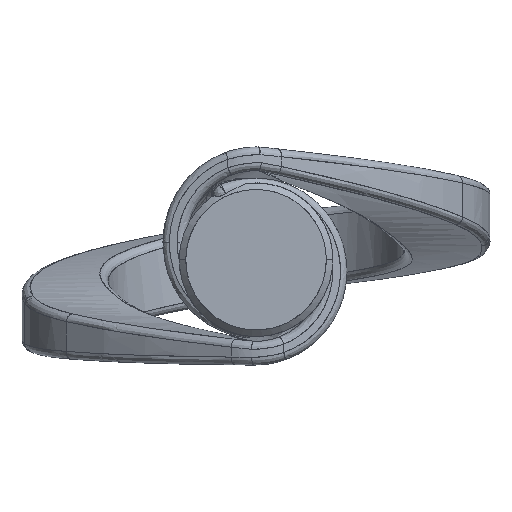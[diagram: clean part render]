
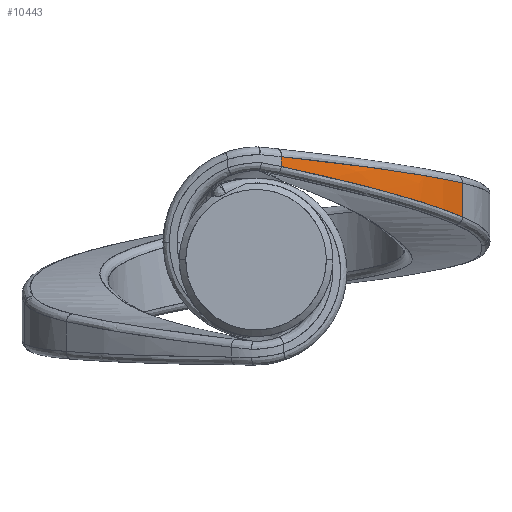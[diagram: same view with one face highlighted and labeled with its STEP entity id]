
A CAD part, top view. The second image highlights one B-rep face of the part: STEP entity #10443.
In plain terms, the highlighted free-form (B-spline) face has degree [3, 3] with [4, 4] control points.
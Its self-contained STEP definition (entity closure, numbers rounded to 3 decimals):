
#10443 = ADVANCED_FACE('',(#10444),#10535,.T.);
#10444 = FACE_BOUND('',#10445,.T.);
#10445 = EDGE_LOOP('',(#10446,#10456,#10466,#10476,#10487,#10496,#10507,
    #10517,#10527));
#10446 = ORIENTED_EDGE('',*,*,#10447,.T.);
#10447 = EDGE_CURVE('',#10448,#10450,#10452,.T.);
#10448 = VERTEX_POINT('',#10449);
#10449 = CARTESIAN_POINT('',(4.287,33.31,
    43.731));
#10450 = VERTEX_POINT('',#10451);
#10451 = CARTESIAN_POINT('',(4.284,31.644,
    43.741));
#10452 = B_SPLINE_CURVE_WITH_KNOTS('',2,(#10453,#10454,#10455),
  .UNSPECIFIED.,.F.,.F.,(3,3),(0.,1.),.PIECEWISE_BEZIER_KNOTS.);
#10453 = CARTESIAN_POINT('',(4.287,33.31,
    43.731));
#10454 = CARTESIAN_POINT('',(4.285,32.477,
    43.736));
#10455 = CARTESIAN_POINT('',(4.284,31.644,
    43.741));
#10456 = ORIENTED_EDGE('',*,*,#10457,.T.);
#10457 = EDGE_CURVE('',#10450,#10458,#10460,.T.);
#10458 = VERTEX_POINT('',#10459);
#10459 = CARTESIAN_POINT('',(12.787,29.749,
    38.448));
#10460 = B_SPLINE_CURVE_WITH_KNOTS('',4,(#10461,#10462,#10463,#10464,
    #10465),.UNSPECIFIED.,.F.,.F.,(5,5),(0.,0.25),
  .PIECEWISE_BEZIER_KNOTS.);
#10461 = CARTESIAN_POINT('',(4.284,31.644,
    43.741));
#10462 = CARTESIAN_POINT('',(6.321,31.212,
    42.53));
#10463 = CARTESIAN_POINT('',(8.434,30.752,
    41.244));
#10464 = CARTESIAN_POINT('',(10.599,30.264,
    39.884));
#10465 = CARTESIAN_POINT('',(12.787,29.749,
    38.448));
#10466 = ORIENTED_EDGE('',*,*,#10467,.T.);
#10467 = EDGE_CURVE('',#10458,#10468,#10470,.T.);
#10468 = VERTEX_POINT('',#10469);
#10469 = CARTESIAN_POINT('',(20.933,27.713,
    32.71));
#10470 = B_SPLINE_CURVE_WITH_KNOTS('',4,(#10471,#10472,#10473,#10474,
    #10475),.UNSPECIFIED.,.F.,.F.,(5,5),(0.25,0.5),
  .PIECEWISE_BEZIER_KNOTS.);
#10471 = CARTESIAN_POINT('',(12.787,29.749,
    38.448));
#10472 = CARTESIAN_POINT('',(14.805,29.275,
    37.123));
#10473 = CARTESIAN_POINT('',(16.853,28.777,
    35.726));
#10474 = CARTESIAN_POINT('',(18.907,28.255,
    34.257));
#10475 = CARTESIAN_POINT('',(20.933,27.713,
    32.71));
#10476 = ORIENTED_EDGE('',*,*,#10477,.T.);
#10477 = EDGE_CURVE('',#10468,#10478,#10480,.T.);
#10478 = VERTEX_POINT('',#10479);
#10479 = CARTESIAN_POINT('',(35.01,23.147,
    18.707));
#10480 = B_SPLINE_CURVE_WITH_KNOTS('',5,(#10481,#10482,#10483,#10484,
    #10485,#10486),.UNSPECIFIED.,.F.,.F.,(6,6),(0.5,1.),
  .PIECEWISE_BEZIER_KNOTS.);
#10481 = CARTESIAN_POINT('',(20.933,27.713,
    32.71));
#10482 = CARTESIAN_POINT('',(24.141,26.855,
    30.262));
#10483 = CARTESIAN_POINT('',(27.255,25.958,
    27.655));
#10484 = CARTESIAN_POINT('',(30.185,25.031,
    24.876));
#10485 = CARTESIAN_POINT('',(32.817,24.087,
    21.906));
#10486 = CARTESIAN_POINT('',(35.01,23.147,
    18.707));
#10487 = ORIENTED_EDGE('',*,*,#10488,.T.);
#10488 = EDGE_CURVE('',#10478,#10489,#10491,.T.);
#10489 = VERTEX_POINT('',#10490);
#10490 = CARTESIAN_POINT('',(34.958,28.89,
    18.744));
#10491 = B_SPLINE_CURVE_WITH_KNOTS('',3,(#10492,#10493,#10494,#10495),
  .UNSPECIFIED.,.F.,.F.,(4,4),(0.,1.),.PIECEWISE_BEZIER_KNOTS.);
#10492 = CARTESIAN_POINT('',(35.01,23.147,
    18.707));
#10493 = CARTESIAN_POINT('',(34.992,25.064,
    18.719));
#10494 = CARTESIAN_POINT('',(34.975,26.978,
    18.732));
#10495 = CARTESIAN_POINT('',(34.958,28.89,
    18.744));
#10496 = ORIENTED_EDGE('',*,*,#10497,.T.);
#10497 = EDGE_CURVE('',#10489,#10498,#10500,.T.);
#10498 = VERTEX_POINT('',#10499);
#10499 = CARTESIAN_POINT('',(28.474,30.145,
    26.249));
#10500 = B_SPLINE_CURVE_WITH_KNOTS('',5,(#10501,#10502,#10503,#10504,
    #10505,#10506),.UNSPECIFIED.,.F.,.F.,(6,6),(0.,0.25),
  .PIECEWISE_BEZIER_KNOTS.);
#10501 = CARTESIAN_POINT('',(34.958,28.89,
    18.744));
#10502 = CARTESIAN_POINT('',(33.738,29.168,
    20.512));
#10503 = CARTESIAN_POINT('',(32.433,29.435,
    22.138));
#10504 = CARTESIAN_POINT('',(31.095,29.689,
    23.634));
#10505 = CARTESIAN_POINT('',(29.764,29.926,
    25.003));
#10506 = CARTESIAN_POINT('',(28.474,30.145,
    26.249));
#10507 = ORIENTED_EDGE('',*,*,#10508,.T.);
#10508 = EDGE_CURVE('',#10498,#10509,#10511,.T.);
#10509 = VERTEX_POINT('',#10510);
#10510 = CARTESIAN_POINT('',(20.909,31.304,
    32.689));
#10511 = B_SPLINE_CURVE_WITH_KNOTS('',4,(#10512,#10513,#10514,#10515,
    #10516),.UNSPECIFIED.,.F.,.F.,(5,5),(0.25,0.5),
  .PIECEWISE_BEZIER_KNOTS.);
#10512 = CARTESIAN_POINT('',(28.474,30.145,
    26.249));
#10513 = CARTESIAN_POINT('',(26.606,30.462,
    28.053));
#10514 = CARTESIAN_POINT('',(24.683,30.763,
    29.723));
#10515 = CARTESIAN_POINT('',(22.769,31.044,
    31.267));
#10516 = CARTESIAN_POINT('',(20.909,31.304,
    32.689));
#10517 = ORIENTED_EDGE('',*,*,#10518,.T.);
#10518 = EDGE_CURVE('',#10509,#10519,#10521,.T.);
#10519 = VERTEX_POINT('',#10520);
#10520 = CARTESIAN_POINT('',(12.758,32.358,
    38.441));
#10521 = B_SPLINE_CURVE_WITH_KNOTS('',4,(#10522,#10523,#10524,#10525,
    #10526),.UNSPECIFIED.,.F.,.F.,(5,5),(0.5,0.75),
  .PIECEWISE_BEZIER_KNOTS.);
#10522 = CARTESIAN_POINT('',(20.909,31.304,
    32.689));
#10523 = CARTESIAN_POINT('',(18.84,31.594,
    34.269));
#10524 = CARTESIAN_POINT('',(16.766,31.866,
    35.753));
#10525 = CARTESIAN_POINT('',(14.728,32.122,
    37.144));
#10526 = CARTESIAN_POINT('',(12.758,32.358,
    38.441));
#10527 = ORIENTED_EDGE('',*,*,#10528,.T.);
#10528 = EDGE_CURVE('',#10519,#10448,#10529,.T.);
#10529 = B_SPLINE_CURVE_WITH_KNOTS('',4,(#10530,#10531,#10532,#10533,
    #10534),.UNSPECIFIED.,.F.,.F.,(5,5),(0.75,1.),
  .PIECEWISE_BEZIER_KNOTS.);
#10530 = CARTESIAN_POINT('',(12.758,32.358,
    38.441));
#10531 = CARTESIAN_POINT('',(10.549,32.623,
    39.895));
#10532 = CARTESIAN_POINT('',(8.379,32.871,
    41.261));
#10533 = CARTESIAN_POINT('',(6.284,33.1,
    42.54));
#10534 = CARTESIAN_POINT('',(4.287,33.31,
    43.731));
#10535 = B_SPLINE_SURFACE_WITH_KNOTS('',3,3,(
    (#10536,#10537,#10538,#10539)
    ,(#10540,#10541,#10542,#10543)
    ,(#10544,#10545,#10546,#10547)
    ,(#10548,#10549,#10550,#10551
    )),.UNSPECIFIED.,.F.,.F.,.F.,(4,4),(4,4),(0.152,
    0.842),(0.846,0.987),
  .PIECEWISE_BEZIER_KNOTS.);
#10536 = CARTESIAN_POINT('',(35.115,23.071,
    18.553));
#10537 = CARTESIAN_POINT('',(29.237,25.429,
    27.221));
#10538 = CARTESIAN_POINT('',(18.493,28.133,
    35.333));
#10539 = CARTESIAN_POINT('',(4.027,30.895,
    43.897));
#10540 = CARTESIAN_POINT('',(35.115,25.008,
    18.54));
#10541 = CARTESIAN_POINT('',(29.237,27.093,
    27.202));
#10542 = CARTESIAN_POINT('',(18.493,29.483,
    35.313));
#10543 = CARTESIAN_POINT('',(4.027,31.902,
    43.892));
#10544 = CARTESIAN_POINT('',(35.115,26.946,
    18.527));
#10545 = CARTESIAN_POINT('',(29.237,28.757,
    27.184));
#10546 = CARTESIAN_POINT('',(18.493,30.834,
    35.293));
#10547 = CARTESIAN_POINT('',(4.027,32.908,
    43.888));
#10548 = CARTESIAN_POINT('',(35.115,28.883,
    18.514));
#10549 = CARTESIAN_POINT('',(29.237,30.421,
    27.165));
#10550 = CARTESIAN_POINT('',(18.493,32.184,
    35.273));
#10551 = CARTESIAN_POINT('',(4.027,33.914,
    43.883));
